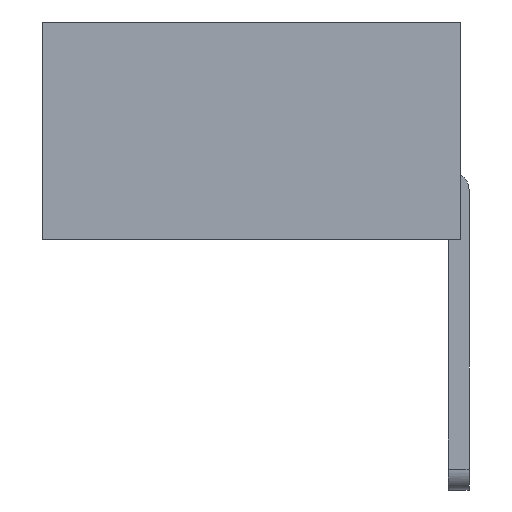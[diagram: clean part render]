
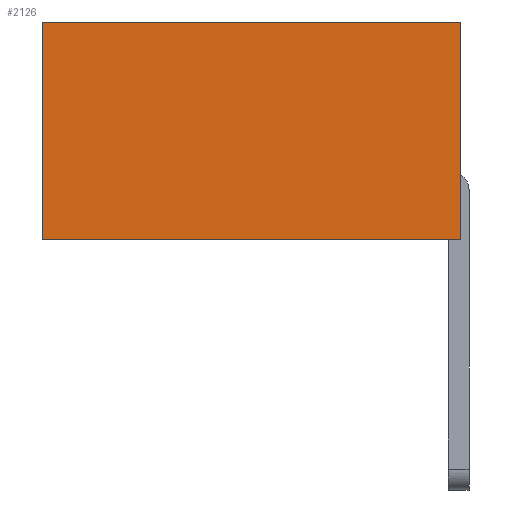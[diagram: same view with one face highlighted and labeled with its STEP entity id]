
A CAD part, left-side view. The second image highlights one B-rep face of the part: STEP entity #2126.
In plain terms, the highlighted planar face has unit normal (-1, 0, 0).
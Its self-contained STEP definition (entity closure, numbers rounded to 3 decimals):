
#321=CARTESIAN_POINT('',(0.,5.,-2.6));
#322=VERTEX_POINT('',#321);
#332=CARTESIAN_POINT('',(0.,5.,0.));
#333=VERTEX_POINT('',#332);
#334=CARTESIAN_POINT('',(0.,5.,0.));
#335=CARTESIAN_POINT('',(0.,5.,-0.52));
#336=CARTESIAN_POINT('',(0.,5.,-1.04));
#337=CARTESIAN_POINT('',(0.,5.,-1.56));
#338=CARTESIAN_POINT('',(0.,5.,-2.08));
#339=CARTESIAN_POINT('',(0.,5.,-2.6));
#340=B_SPLINE_CURVE_WITH_KNOTS('',5,(#334,#335,#336,#337,#338,#339),.UNSPECIFIED.,.F.,.U.,(6,6),(0.,2.6),.UNSPECIFIED.);
#341=EDGE_CURVE('',#333,#322,#340,.T.);
#2060=CARTESIAN_POINT('',(0.,0.4,0.));
#2061=VERTEX_POINT('',#2060);
#2062=CARTESIAN_POINT('',(0.,5.,0.));
#2063=CARTESIAN_POINT('',(0.,4.08,0.));
#2064=CARTESIAN_POINT('',(0.,3.16,0.));
#2065=CARTESIAN_POINT('',(0.,2.24,0.));
#2066=CARTESIAN_POINT('',(0.,1.32,0.));
#2067=CARTESIAN_POINT('',(0.,0.4,0.));
#2068=B_SPLINE_CURVE_WITH_KNOTS('',5,(#2062,#2063,#2064,#2065,#2066,#2067),.UNSPECIFIED.,.F.,.U.,(6,6),(0.,4.6),.UNSPECIFIED.);
#2069=EDGE_CURVE('',#333,#2061,#2068,.T.);
#2071=CARTESIAN_POINT('',(0.,0.,0.));
#2072=VERTEX_POINT('',#2071);
#2073=CARTESIAN_POINT('',(0.,0.,0.));
#2074=DIRECTION('',(0.,1.,0.));
#2075=VECTOR('',#2074,0.4);
#2076=LINE('',#2073,#2075);
#2077=EDGE_CURVE('',#2072,#2061,#2076,.T.);
#2091=CARTESIAN_POINT('',(0.,2.5,-1.3));
#2092=DIRECTION('',(0.,0.,1.));
#2093=DIRECTION('',(-1.,0.,0.));
#2094=AXIS2_PLACEMENT_3D('',#2091,#2093,#2092);
#2095=PLANE('',#2094);
#2096=ORIENTED_EDGE('',*,*,#2069,.F.);
#2097=ORIENTED_EDGE('',*,*,#341,.T.);
#2098=CARTESIAN_POINT('',(0.,0.4,-2.6));
#2099=VERTEX_POINT('',#2098);
#2100=CARTESIAN_POINT('',(0.,0.4,-2.6));
#2101=CARTESIAN_POINT('',(0.,1.32,-2.6));
#2102=CARTESIAN_POINT('',(0.,2.24,-2.6));
#2103=CARTESIAN_POINT('',(0.,3.16,-2.6));
#2104=CARTESIAN_POINT('',(0.,4.08,-2.6));
#2105=CARTESIAN_POINT('',(0.,5.,-2.6));
#2106=B_SPLINE_CURVE_WITH_KNOTS('',5,(#2100,#2101,#2102,#2103,#2104,#2105),.UNSPECIFIED.,.F.,.U.,(6,6),(0.,4.6),.UNSPECIFIED.);
#2107=EDGE_CURVE('',#2099,#322,#2106,.T.);
#2108=ORIENTED_EDGE('',*,*,#2107,.F.);
#2109=CARTESIAN_POINT('',(0.,0.,-2.6));
#2110=VERTEX_POINT('',#2109);
#2111=CARTESIAN_POINT('',(0.,0.,-2.6));
#2112=DIRECTION('',(0.,1.,0.));
#2113=VECTOR('',#2112,0.4);
#2114=LINE('',#2111,#2113);
#2115=EDGE_CURVE('',#2110,#2099,#2114,.T.);
#2116=ORIENTED_EDGE('',*,*,#2115,.F.);
#2117=CARTESIAN_POINT('',(0.,0.,0.));
#2118=DIRECTION('',(0.,0.,-1.));
#2119=VECTOR('',#2118,2.6);
#2120=LINE('',#2117,#2119);
#2121=EDGE_CURVE('',#2072,#2110,#2120,.T.);
#2122=ORIENTED_EDGE('',*,*,#2121,.F.);
#2123=ORIENTED_EDGE('',*,*,#2077,.T.);
#2124=EDGE_LOOP('',(#2096,#2097,#2108,#2116,#2122,#2123));
#2125=FACE_OUTER_BOUND('',#2124,.T.);
#2126=ADVANCED_FACE('',(#2125),#2095,.T.);
